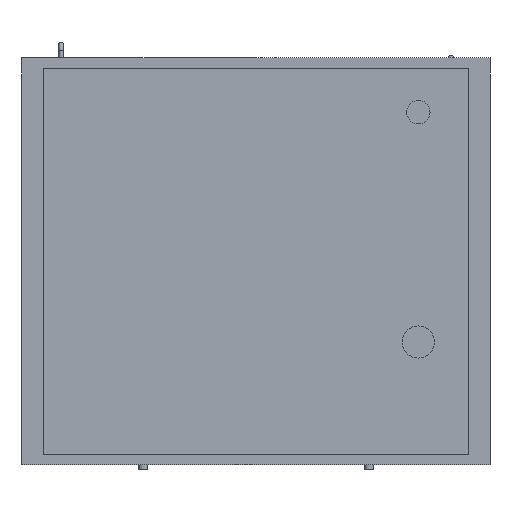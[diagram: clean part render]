
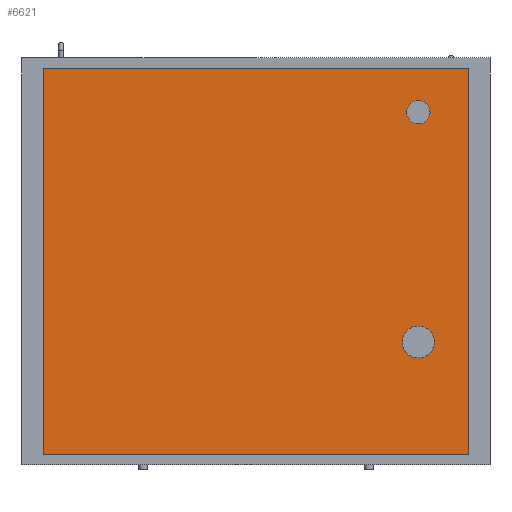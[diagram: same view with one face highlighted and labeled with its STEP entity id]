
A CAD part, front view. The second image highlights one B-rep face of the part: STEP entity #6621.
In plain terms, the highlighted planar face has unit normal (0, -1, 0).
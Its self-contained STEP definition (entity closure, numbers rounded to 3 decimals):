
#367=FACE_OUTER_BOUND('',#790,.T.);
#790=EDGE_LOOP('',(#4427,#4428,#4429,#4430));
#1232=LINE('',#9691,#2024);
#1235=LINE('',#9696,#2027);
#1236=LINE('',#9699,#2028);
#1237=LINE('',#9700,#2029);
#2024=VECTOR('',#7734,10.);
#2027=VECTOR('',#7739,10.);
#2028=VECTOR('',#7742,10.);
#2029=VECTOR('',#7743,10.);
#2807=VERTEX_POINT('',#9688);
#2808=VERTEX_POINT('',#9690);
#2809=VERTEX_POINT('',#9694);
#2810=VERTEX_POINT('',#9698);
#3448=EDGE_CURVE('',#2807,#2808,#1232,.T.);
#3451=EDGE_CURVE('',#2807,#2809,#1235,.T.);
#3452=EDGE_CURVE('',#2810,#2809,#1236,.T.);
#3453=EDGE_CURVE('',#2808,#2810,#1237,.T.);
#4427=ORIENTED_EDGE('',*,*,#3451,.T.);
#4428=ORIENTED_EDGE('',*,*,#3452,.F.);
#4429=ORIENTED_EDGE('',*,*,#3453,.F.);
#4430=ORIENTED_EDGE('',*,*,#3448,.F.);
#6276=PLANE('',#7115);
#6621=ADVANCED_FACE('',(#367),#6276,.T.);
#7115=AXIS2_PLACEMENT_3D('',#9697,#7740,#7741);
#7734=DIRECTION('',(0.,0.,1.));
#7739=DIRECTION('',(1.,0.,0.));
#7740=DIRECTION('center_axis',(0.,-1.,0.));
#7741=DIRECTION('ref_axis',(0.,0.,-1.));
#7742=DIRECTION('',(0.,0.,-1.));
#7743=DIRECTION('',(1.,0.,0.));
#9688=CARTESIAN_POINT('',(-362.5,-185.,-330.));
#9690=CARTESIAN_POINT('',(-362.5,-185.,330.));
#9691=CARTESIAN_POINT('',(-362.5,-185.,330.));
#9694=CARTESIAN_POINT('',(362.5,-185.,-330.));
#9696=CARTESIAN_POINT('',(0.,-185.,-330.));
#9697=CARTESIAN_POINT('Origin',(0.,-185.,330.));
#9698=CARTESIAN_POINT('',(362.5,-185.,330.));
#9699=CARTESIAN_POINT('',(362.5,-185.,330.));
#9700=CARTESIAN_POINT('',(0.,-185.,330.));
